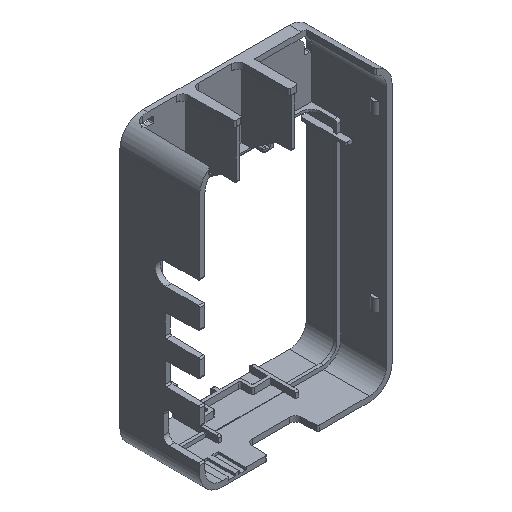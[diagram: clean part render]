
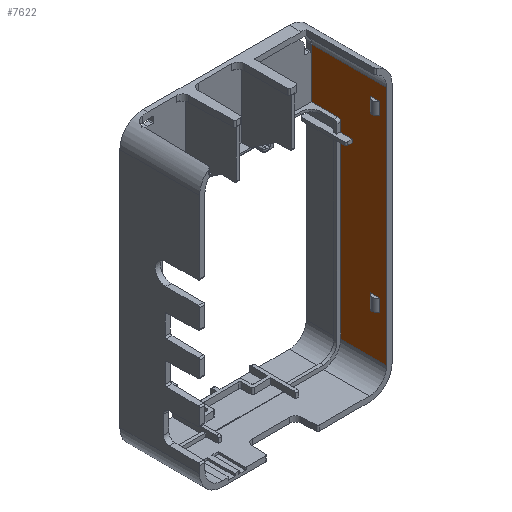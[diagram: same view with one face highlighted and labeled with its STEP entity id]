
A CAD part, isometric view. The second image highlights one B-rep face of the part: STEP entity #7622.
In plain terms, the highlighted planar face has unit normal (-1, 0, 0).
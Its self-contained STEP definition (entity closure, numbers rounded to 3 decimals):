
#49 = PLANE ( 'NONE',  #724 ) ;
#83 = LINE ( 'NONE', #2297, #2628 ) ;
#273 = DIRECTION ( 'NONE',  ( 0., 0., 1. ) ) ;
#403 = EDGE_CURVE ( 'NONE', #8796, #2596, #83, .T. ) ;
#473 = CARTESIAN_POINT ( 'NONE',  ( 29.625, 15., -39.25 ) ) ;
#491 = DIRECTION ( 'NONE',  ( 0., 0., 1. ) ) ;
#632 = ORIENTED_EDGE ( 'NONE', *, *, #737, .T. ) ;
#724 = AXIS2_PLACEMENT_3D ( 'NONE', #3157, #9074, #808 ) ;
#737 = EDGE_CURVE ( 'NONE', #4801, #7043, #5191, .T. ) ;
#738 = CARTESIAN_POINT ( 'NONE',  ( 29.625, 5.25, -21.325 ) ) ;
#806 = LINE ( 'NONE', #6857, #3800 ) ;
#808 = DIRECTION ( 'NONE',  ( 0., 0., -1. ) ) ;
#855 = FACE_BOUND ( 'NONE', #6458, .T. ) ;
#914 = ORIENTED_EDGE ( 'NONE', *, *, #3321, .T. ) ;
#955 = VERTEX_POINT ( 'NONE', #3355 ) ;
#1091 = ORIENTED_EDGE ( 'NONE', *, *, #403, .F. ) ;
#1143 = ORIENTED_EDGE ( 'NONE', *, *, #2244, .F. ) ;
#1180 = ORIENTED_EDGE ( 'NONE', *, *, #8517, .T. ) ;
#1320 = EDGE_CURVE ( 'NONE', #2567, #1372, #3821, .T. ) ;
#1372 = VERTEX_POINT ( 'NONE', #8748 ) ;
#1383 = EDGE_CURVE ( 'NONE', #1546, #2567, #2509, .T. ) ;
#1479 = LINE ( 'NONE', #473, #6794 ) ;
#1546 = VERTEX_POINT ( 'NONE', #8962 ) ;
#1654 = CARTESIAN_POINT ( 'NONE',  ( 29.625, 5.25, -21.325 ) ) ;
#1819 = ORIENTED_EDGE ( 'NONE', *, *, #1320, .T. ) ;
#1903 = ORIENTED_EDGE ( 'NONE', *, *, #3091, .T. ) ;
#1940 = LINE ( 'NONE', #7397, #3793 ) ;
#1990 = CARTESIAN_POINT ( 'NONE',  ( 29.625, 5.25, 34.194 ) ) ;
#2220 = DIRECTION ( 'NONE',  ( 0., 0., -1. ) ) ;
#2230 = LINE ( 'NONE', #4488, #2923 ) ;
#2244 = EDGE_CURVE ( 'NONE', #2596, #4808, #3362, .T. ) ;
#2297 = CARTESIAN_POINT ( 'NONE',  ( 29.625, -0.001, 23. ) ) ;
#2314 = VERTEX_POINT ( 'NONE', #3275 ) ;
#2328 = VECTOR ( 'NONE', #2942, 1000. ) ;
#2503 = VECTOR ( 'NONE', #273, 1000. ) ;
#2509 = LINE ( 'NONE', #5559, #2987 ) ;
#2567 = VERTEX_POINT ( 'NONE', #738 ) ;
#2582 = CARTESIAN_POINT ( 'NONE',  ( 29.625, 0., 39.25 ) ) ;
#2596 = VERTEX_POINT ( 'NONE', #8709 ) ;
#2601 = AXIS2_PLACEMENT_3D ( 'NONE', #9119, #8505, #2220 ) ;
#2628 = VECTOR ( 'NONE', #3985, 1000. ) ;
#2816 = CARTESIAN_POINT ( 'NONE',  ( 29.625, 2.25, -21.325 ) ) ;
#2923 = VECTOR ( 'NONE', #3731, 1000. ) ;
#2942 = DIRECTION ( 'NONE',  ( 0., 1., 0. ) ) ;
#2960 = DIRECTION ( 'NONE',  ( 0., 0., 1. ) ) ;
#2987 = VECTOR ( 'NONE', #7899, 1000. ) ;
#3048 = EDGE_CURVE ( 'NONE', #4273, #4801, #4903, .T. ) ;
#3091 = EDGE_CURVE ( 'NONE', #955, #4273, #1940, .T. ) ;
#3157 = CARTESIAN_POINT ( 'NONE',  ( 29.625, -0.001, -39.25 ) ) ;
#3275 = CARTESIAN_POINT ( 'NONE',  ( 29.625, 0., -39.25 ) ) ;
#3321 = EDGE_CURVE ( 'NONE', #2314, #3462, #806, .T. ) ;
#3355 = CARTESIAN_POINT ( 'NONE',  ( 29.625, 5.25, 34.194 ) ) ;
#3362 = LINE ( 'NONE', #7873, #2503 ) ;
#3462 = VERTEX_POINT ( 'NONE', #2582 ) ;
#3515 = ORIENTED_EDGE ( 'NONE', *, *, #4795, .T. ) ;
#3536 = ORIENTED_EDGE ( 'NONE', *, *, #4383, .T. ) ;
#3731 = DIRECTION ( 'NONE',  ( 0., 1., 0. ) ) ;
#3793 = VECTOR ( 'NONE', #7342, 1000. ) ;
#3800 = VECTOR ( 'NONE', #2960, 1000. ) ;
#3821 = LINE ( 'NONE', #1654, #7117 ) ;
#3826 = EDGE_CURVE ( 'NONE', #2314, #7022, #7158, .T. ) ;
#3901 = FACE_OUTER_BOUND ( 'NONE', #8654, .T. ) ;
#3985 = DIRECTION ( 'NONE',  ( 0., 1., 0. ) ) ;
#4200 = CIRCLE ( 'NONE', #2601, 1. ) ;
#4273 = VERTEX_POINT ( 'NONE', #7955 ) ;
#4300 = CARTESIAN_POINT ( 'NONE',  ( 29.625, 2.25, 30.194 ) ) ;
#4383 = EDGE_CURVE ( 'NONE', #1372, #6257, #9721, .T. ) ;
#4389 = VECTOR ( 'NONE', #7513, 1000. ) ;
#4459 = EDGE_CURVE ( 'NONE', #8796, #6356, #4200, .T. ) ;
#4488 = CARTESIAN_POINT ( 'NONE',  ( 29.625, -0.001, 39.25 ) ) ;
#4611 = CARTESIAN_POINT ( 'NONE',  ( 29.625, 15., 22. ) ) ;
#4795 = EDGE_CURVE ( 'NONE', #7043, #955, #9004, .T. ) ;
#4801 = VERTEX_POINT ( 'NONE', #4300 ) ;
#4808 = VERTEX_POINT ( 'NONE', #7234 ) ;
#4903 = LINE ( 'NONE', #5640, #7611 ) ;
#5191 = LINE ( 'NONE', #9100, #2328 ) ;
#5269 = FACE_BOUND ( 'NONE', #8793, .T. ) ;
#5507 = DIRECTION ( 'NONE',  ( 0., 0., -1. ) ) ;
#5559 = CARTESIAN_POINT ( 'NONE',  ( 29.625, 5.25, -21.325 ) ) ;
#5605 = CARTESIAN_POINT ( 'NONE',  ( 29.625, 5.25, -25.325 ) ) ;
#5640 = CARTESIAN_POINT ( 'NONE',  ( 29.625, 2.25, 34.194 ) ) ;
#5715 = CARTESIAN_POINT ( 'NONE',  ( 29.625, -0.001, -39.25 ) ) ;
#5884 = DIRECTION ( 'NONE',  ( 0., 0., -1. ) ) ;
#6063 = EDGE_CURVE ( 'NONE', #3462, #4808, #2230, .T. ) ;
#6257 = VERTEX_POINT ( 'NONE', #8357 ) ;
#6356 = VERTEX_POINT ( 'NONE', #4611 ) ;
#6458 = EDGE_LOOP ( 'NONE', ( #8685, #1819, #3536, #1180 ) ) ;
#6725 = CARTESIAN_POINT ( 'NONE',  ( 29.625, 5.25, 30.194 ) ) ;
#6775 = CARTESIAN_POINT ( 'NONE',  ( 29.625, 15., -39.25 ) ) ;
#6794 = VECTOR ( 'NONE', #5884, 1000. ) ;
#6857 = CARTESIAN_POINT ( 'NONE',  ( 29.625, 0., -39.25 ) ) ;
#6867 = DIRECTION ( 'NONE',  ( 0., -1., 0. ) ) ;
#7022 = VERTEX_POINT ( 'NONE', #6775 ) ;
#7043 = VERTEX_POINT ( 'NONE', #6725 ) ;
#7117 = VECTOR ( 'NONE', #6867, 1000. ) ;
#7138 = VECTOR ( 'NONE', #9508, 1000. ) ;
#7158 = LINE ( 'NONE', #5715, #7138 ) ;
#7234 = CARTESIAN_POINT ( 'NONE',  ( 29.625, 24.5, 39.25 ) ) ;
#7342 = DIRECTION ( 'NONE',  ( 0., -1., 0. ) ) ;
#7397 = CARTESIAN_POINT ( 'NONE',  ( 29.625, 5.25, 34.194 ) ) ;
#7513 = DIRECTION ( 'NONE',  ( 0., 0., -1. ) ) ;
#7583 = VECTOR ( 'NONE', #491, 1000. ) ;
#7611 = VECTOR ( 'NONE', #5507, 1000. ) ;
#7622 = ADVANCED_FACE ( 'NONE', ( #5269, #855, #3901 ), #49, .F. ) ;
#7873 = CARTESIAN_POINT ( 'NONE',  ( 29.625, 24.5, 23. ) ) ;
#7898 = ORIENTED_EDGE ( 'NONE', *, *, #3048, .T. ) ;
#7899 = DIRECTION ( 'NONE',  ( 0., 0., 1. ) ) ;
#7955 = CARTESIAN_POINT ( 'NONE',  ( 29.625, 2.25, 34.194 ) ) ;
#8068 = VECTOR ( 'NONE', #9456, 1000. ) ;
#8114 = ORIENTED_EDGE ( 'NONE', *, *, #4459, .T. ) ;
#8211 = EDGE_CURVE ( 'NONE', #6356, #7022, #1479, .T. ) ;
#8320 = CARTESIAN_POINT ( 'NONE',  ( 29.625, 16., 23. ) ) ;
#8357 = CARTESIAN_POINT ( 'NONE',  ( 29.625, 2.25, -25.325 ) ) ;
#8505 = DIRECTION ( 'NONE',  ( 1., 0., 0. ) ) ;
#8517 = EDGE_CURVE ( 'NONE', #6257, #1546, #8754, .T. ) ;
#8654 = EDGE_LOOP ( 'NONE', ( #914, #9595, #1143, #1091, #8114, #8866, #9653 ) ) ;
#8685 = ORIENTED_EDGE ( 'NONE', *, *, #1383, .T. ) ;
#8709 = CARTESIAN_POINT ( 'NONE',  ( 29.625, 24.5, 23. ) ) ;
#8748 = CARTESIAN_POINT ( 'NONE',  ( 29.625, 2.25, -21.325 ) ) ;
#8754 = LINE ( 'NONE', #5605, #8068 ) ;
#8793 = EDGE_LOOP ( 'NONE', ( #3515, #1903, #7898, #632 ) ) ;
#8796 = VERTEX_POINT ( 'NONE', #8320 ) ;
#8866 = ORIENTED_EDGE ( 'NONE', *, *, #8211, .T. ) ;
#8962 = CARTESIAN_POINT ( 'NONE',  ( 29.625, 5.25, -25.325 ) ) ;
#9004 = LINE ( 'NONE', #1990, #7583 ) ;
#9074 = DIRECTION ( 'NONE',  ( 1., 0., 0. ) ) ;
#9100 = CARTESIAN_POINT ( 'NONE',  ( 29.625, 5.25, 30.194 ) ) ;
#9119 = CARTESIAN_POINT ( 'NONE',  ( 29.625, 16., 22. ) ) ;
#9456 = DIRECTION ( 'NONE',  ( 0., 1., 0. ) ) ;
#9508 = DIRECTION ( 'NONE',  ( 0., 1., 0. ) ) ;
#9595 = ORIENTED_EDGE ( 'NONE', *, *, #6063, .T. ) ;
#9653 = ORIENTED_EDGE ( 'NONE', *, *, #3826, .F. ) ;
#9721 = LINE ( 'NONE', #2816, #4389 ) ;
